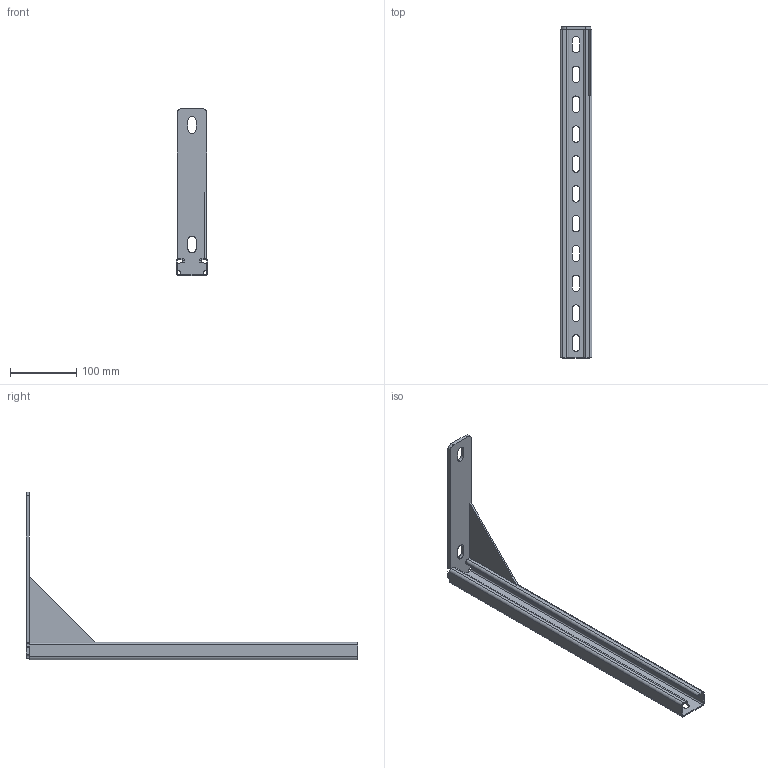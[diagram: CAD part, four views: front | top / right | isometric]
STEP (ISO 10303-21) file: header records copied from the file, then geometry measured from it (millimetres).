
FILE_DESCRIPTION (( 'STEP AP203' ), '1' );
FILE_NAME ('10-02-1435.STEP', '2013-05-02T11:59:46', ( 'asennus' ), ( '' ), 'SwSTEP 2.0', 'SolidWorks 2013', '' );
FILE_SCHEMA (( 'CONFIG_CONTROL_DESIGN' ));
Length unit declared in the file: millimetre
Products named in the file (1): 10-02-1435
Bounding box: 48 x 500 x 252 mm (x, y, z)
Volume: 179211.3 mm3; surface area: 151167.8 mm2
Topology: 3 solids, 3 shells, 142 faces, 360 edges, 224 vertices
Faces by surface type: plane 85, cylinder 57
Entity records: 4359 total; most frequent: DIRECTION 760, CARTESIAN_POINT 727, ORIENTED_EDGE 720, EDGE_CURVE 360, AXIS2_PLACEMENT_3D 257, LINE 246, VECTOR 246, VERTEX_POINT 224
